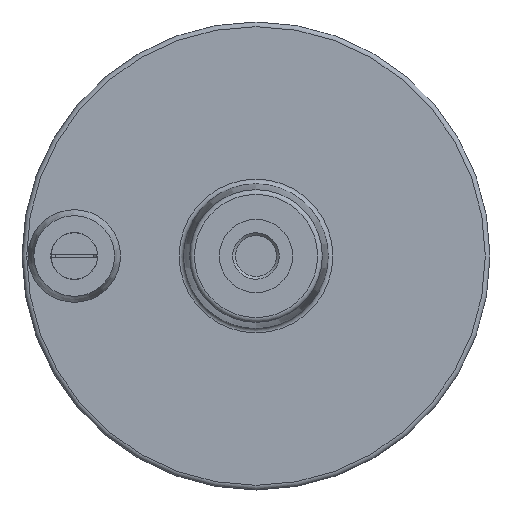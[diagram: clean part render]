
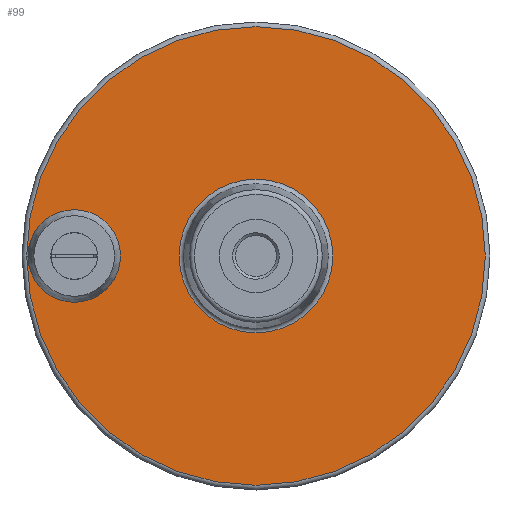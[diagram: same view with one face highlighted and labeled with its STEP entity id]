
A CAD part, front view. The second image highlights one B-rep face of the part: STEP entity #99.
In plain terms, the highlighted planar face has unit normal (0, -1, 0).
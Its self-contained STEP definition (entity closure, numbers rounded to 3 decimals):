
#99 = ADVANCED_FACE( '', ( #244, #245, #246 ), #247, .F. );
#244 = FACE_OUTER_BOUND( '', #448, .T. );
#245 = FACE_BOUND( '', #449, .T. );
#246 = FACE_BOUND( '', #450, .T. );
#247 = PLANE( '', #451 );
#448 = EDGE_LOOP( '', ( #678 ) );
#449 = EDGE_LOOP( '', ( #679 ) );
#450 = EDGE_LOOP( '', ( #680 ) );
#451 = AXIS2_PLACEMENT_3D( '', #681, #682, #683 );
#678 = ORIENTED_EDGE( '', *, *, #1052, .F. );
#679 = ORIENTED_EDGE( '', *, *, #1043, .F. );
#680 = ORIENTED_EDGE( '', *, *, #1053, .T. );
#681 = CARTESIAN_POINT( '', ( 35.776, -3.5, 0. ) );
#682 = DIRECTION( '', ( 0., 1., 0. ) );
#683 = DIRECTION( '', ( 0., 0., 1. ) );
#1043 = EDGE_CURVE( '', #1212, #1212, #1213, .F. );
#1052 = EDGE_CURVE( '', #1227, #1227, #1228, .T. );
#1053 = EDGE_CURVE( '', #1229, #1229, #1230, .T. );
#1212 = VERTEX_POINT( '', #1493 );
#1213 = CIRCLE( '', #1494, 15.788 );
#1227 = VERTEX_POINT( '', #1508 );
#1228 = CIRCLE( '', #1509, 78.208 );
#1229 = VERTEX_POINT( '', #1510 );
#1230 = CIRCLE( '', #1511, 26.224 );
#1493 = CARTESIAN_POINT( '', ( 0., -3.5, 15.788 ) );
#1494 = AXIS2_PLACEMENT_3D( '', #1875, #1876, #1877 );
#1508 = CARTESIAN_POINT( '', ( 62., -3.5, 78.208 ) );
#1509 = AXIS2_PLACEMENT_3D( '', #1893, #1894, #1895 );
#1510 = CARTESIAN_POINT( '', ( 62., -3.5, 26.224 ) );
#1511 = AXIS2_PLACEMENT_3D( '', #1896, #1897, #1898 );
#1875 = CARTESIAN_POINT( '', ( 0., -3.5, 0. ) );
#1876 = DIRECTION( '', ( 0., 1., 0. ) );
#1877 = DIRECTION( '', ( 0., 0., 1. ) );
#1893 = CARTESIAN_POINT( '', ( 62., -3.5, 0. ) );
#1894 = DIRECTION( '', ( 0., 1., 0. ) );
#1895 = DIRECTION( '', ( 0., 0., 1. ) );
#1896 = CARTESIAN_POINT( '', ( 62., -3.5, 0. ) );
#1897 = DIRECTION( '', ( 0., 1., 0. ) );
#1898 = DIRECTION( '', ( 0., 0., 1. ) );
